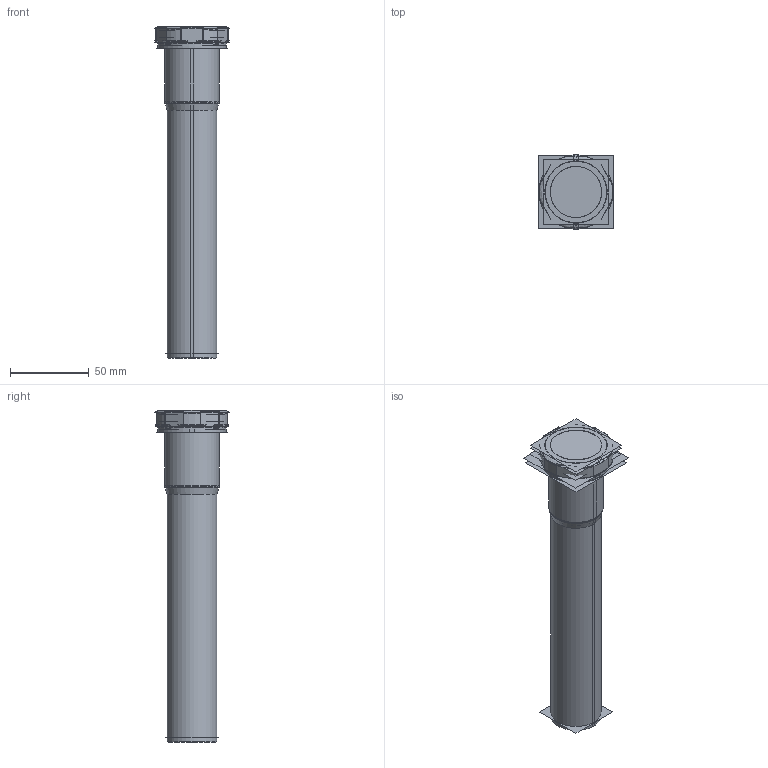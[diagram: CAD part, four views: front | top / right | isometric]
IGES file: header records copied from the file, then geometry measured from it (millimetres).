
Start section:  PTC IGES file: 328.igs
Global section: file name: 328.igs; native system: Creo Parametric by PTC Inc.; preprocessor: 2018500; author: NSantos; organization: Unknown; date: 20210611.180430; units: inch
Bounding box: 47.06 x 47.02 x 210.47 mm (x, y, z)
Surface area: 581404.4 mm2 (no closed solid volume)
Topology: 0 solids, 0 shells, 218 faces, 3795 edges, 5094 vertices
Faces by surface type: revolution 146, bspline 70, extrusion 2
